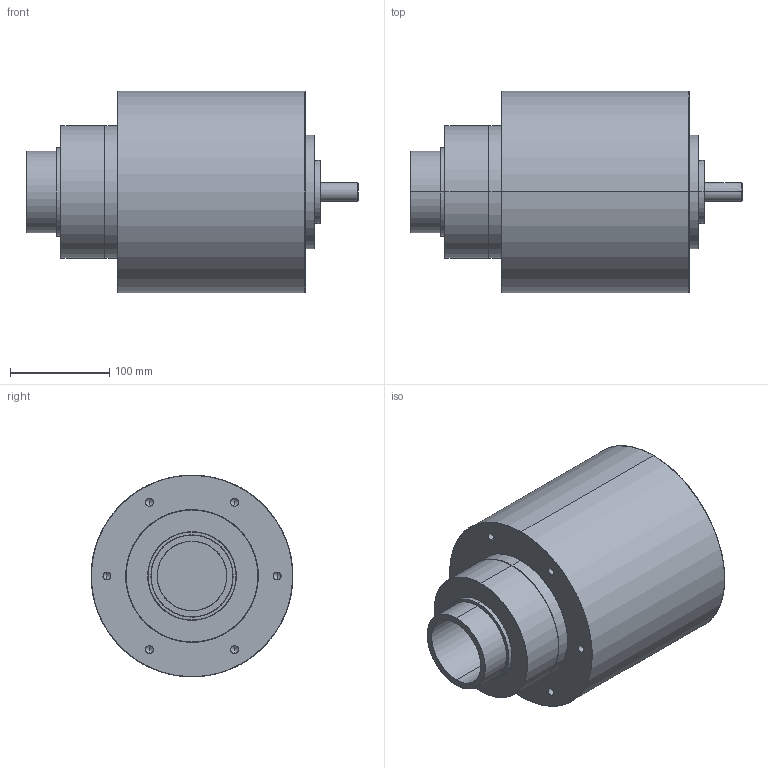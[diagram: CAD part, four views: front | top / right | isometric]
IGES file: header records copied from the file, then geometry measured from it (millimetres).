
Start section: SolidWorks IGES file using analytic representation for surfaces
Global section: file name: HDDX 50.igs; native system: SolidWorks 2010; preprocessor: SolidWorks 2010; author: Josh; date: 110224.180758; units: inch
Bounding box: 334.52 x 203.2 x 203.2 mm (x, y, z)
Surface area: 252027 mm2 (no closed solid volume)
Topology: 0 solids, 0 shells, 98 faces, 1658 edges, 1640 vertices
Faces by surface type: revolution 58, bspline 40
